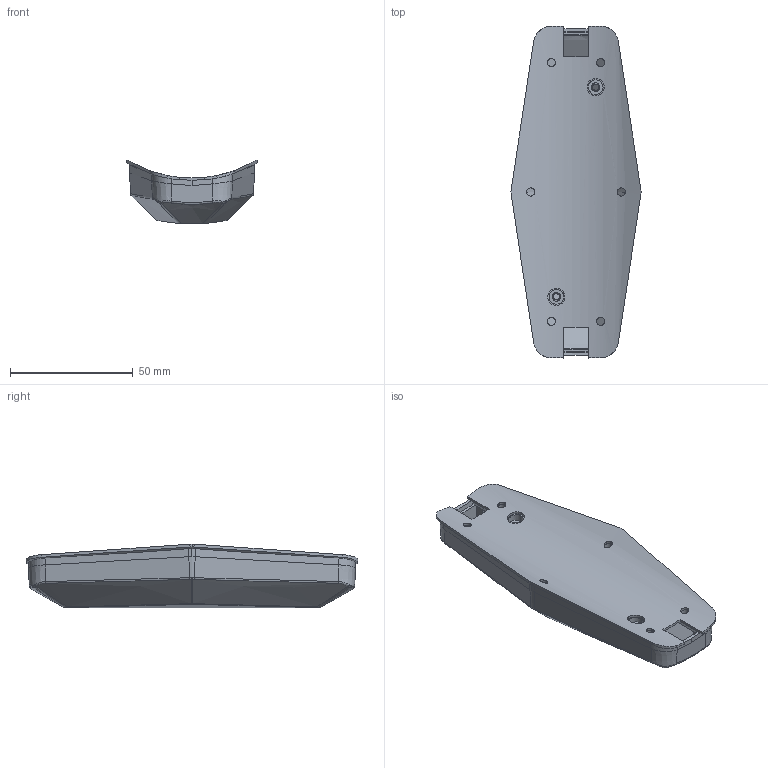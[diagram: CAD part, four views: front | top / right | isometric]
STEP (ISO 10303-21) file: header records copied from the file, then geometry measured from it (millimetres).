
FILE_DESCRIPTION (( 'STEP AP214' ), '1' );
FILE_NAME ('Assm arm.STEP', '2017-08-15T03:12:55', ( '' ), ( '' ), 'SwSTEP 2.0', 'SolidWorks 2016', '' );
FILE_SCHEMA (( 'AUTOMOTIVE_DESIGN' ));
Length unit declared in the file: millimetre
Products named in the file (5): vibration motor___; Arm_cover___; Arm_base___; Assm arm; Arm_Stif___
Assembly tree (4 placements, depth 2):
  Assm arm
    Arm_base___
    Arm_cover___
    vibration motor___
    Arm_Stif___
Bounding box: 52.97 x 135.24 x 26.01 mm (x, y, z)
Volume: 38291 mm3; surface area: 45806.1 mm2
Topology: 4 solids, 4 shells, 745 faces, 2058 edges, 1356 vertices
Faces by surface type: plane 376, bspline 219, cylinder 107, cone 43
Entity records: 39502 total; most frequent: CARTESIAN_POINT 20121, ORIENTED_EDGE 4116, DIRECTION 2399, EDGE_CURVE 2058, VERTEX_POINT 1356, VECTOR 901, LINE 901, EDGE_LOOP 822
